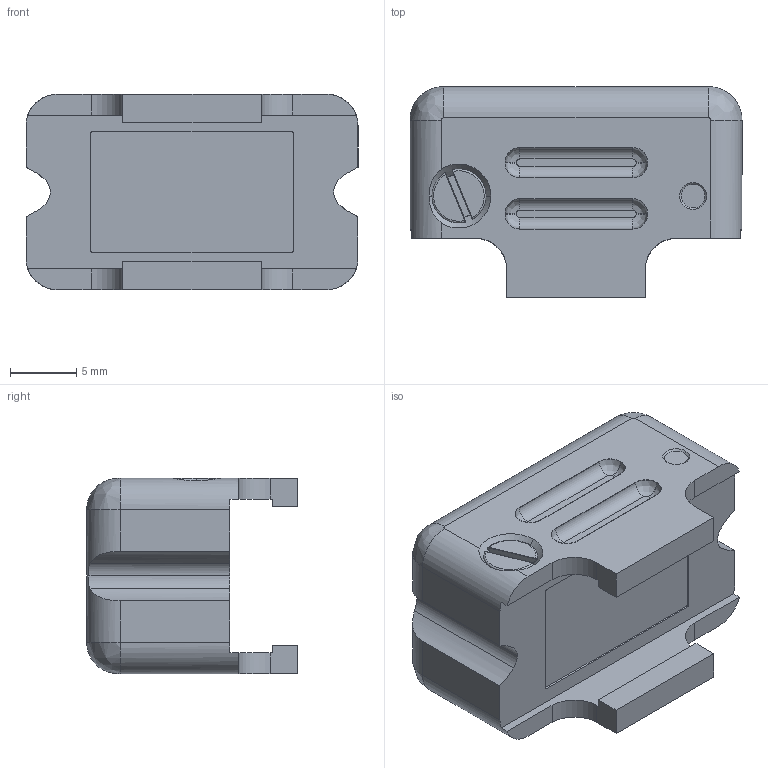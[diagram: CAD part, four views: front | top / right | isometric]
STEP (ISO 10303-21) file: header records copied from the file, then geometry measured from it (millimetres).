
FILE_DESCRIPTION (( 'STEP AP203' ), '1' );
FILE_NAME ('112712.stp', '2018-11-28T23:40:10', ( '' ), ( '' ), 'SwSTEP 2.0', 'SolidWorks 2012', '' );
FILE_SCHEMA (( 'CONFIG_CONTROL_DESIGN' ));
Length unit declared in the file: centimetre
Products named in the file (1): 112712
Bounding box: 25.02 x 15.88 x 14.73 mm (x, y, z)
Volume: 3868 mm3; surface area: 1867.6 mm2
Topology: 1 solids, 1 shells, 197 faces, 492 edges, 304 vertices
Faces by surface type: bspline 64, cylinder 64, plane 61, cone 8
Entity records: 9719 total; most frequent: CARTESIAN_POINT 5374, ORIENTED_EDGE 984, DIRECTION 776, EDGE_CURVE 492, VERTEX_POINT 304, AXIS2_PLACEMENT_3D 282, VECTOR 212, LINE 212
